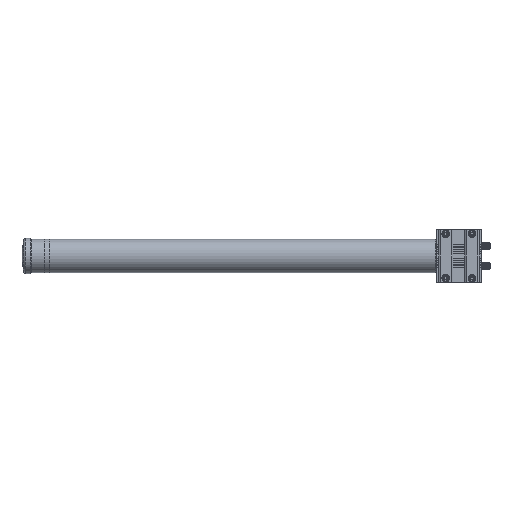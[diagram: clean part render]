
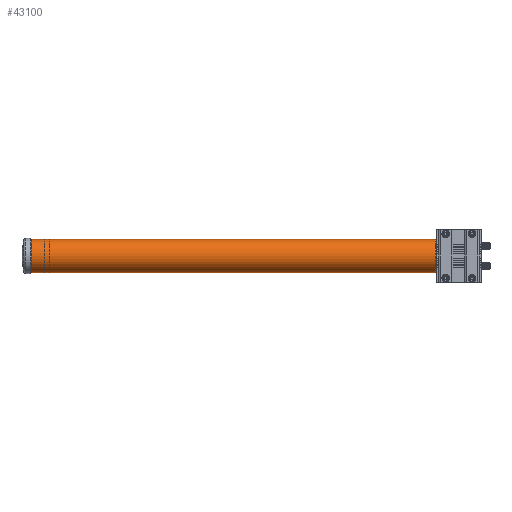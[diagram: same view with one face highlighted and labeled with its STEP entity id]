
A CAD part, front view. The second image highlights one B-rep face of the part: STEP entity #43100.
In plain terms, the highlighted cylindrical face has radius 37.465 mm (diameter 74.93 mm), a partial arc.
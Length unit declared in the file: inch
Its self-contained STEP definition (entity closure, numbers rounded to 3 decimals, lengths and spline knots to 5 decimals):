
#549 = ORIENTED_EDGE ( 'NONE', *, *, #39566, .F. ) ;
#1219 = DIRECTION ( 'NONE',  ( 1., 0., 0. ) ) ;
#1440 = EDGE_CURVE ( 'NONE', #42805, #9549, #27094, .T. ) ;
#1765 = AXIS2_PLACEMENT_3D ( 'NONE', #23627, #27536, #14057 ) ;
#1910 = CYLINDRICAL_SURFACE ( 'NONE', #39273, 1.475 ) ;
#3200 = LINE ( 'NONE', #42285, #26895 ) ;
#3709 = EDGE_CURVE ( 'NONE', #42805, #24816, #31052, .T. ) ;
#4504 = VERTEX_POINT ( 'NONE', #36936 ) ;
#5759 = CARTESIAN_POINT ( 'NONE',  ( -50.25, 0., 1.475 ) ) ;
#6107 = VECTOR ( 'NONE', #19775, 39.37008 ) ;
#9549 = VERTEX_POINT ( 'NONE', #20714 ) ;
#14057 = DIRECTION ( 'NONE',  ( 0., 0., -1. ) ) ;
#15318 = DIRECTION ( 'NONE',  ( 0., 0., -1. ) ) ;
#15324 = ORIENTED_EDGE ( 'NONE', *, *, #1440, .F. ) ;
#15413 = CIRCLE ( 'NONE', #20531, 1.475 ) ;
#19775 = DIRECTION ( 'NONE',  ( 1., 0., 0. ) ) ;
#20531 = AXIS2_PLACEMENT_3D ( 'NONE', #23033, #26509, #29435 ) ;
#20714 = CARTESIAN_POINT ( 'NONE',  ( -4.05894, 0., 1.475 ) ) ;
#22376 = CARTESIAN_POINT ( 'NONE',  ( -50.25, 0., 0. ) ) ;
#23033 = CARTESIAN_POINT ( 'NONE',  ( -4.05894, 0., 0. ) ) ;
#23627 = CARTESIAN_POINT ( 'NONE',  ( -39.80488, 0., 0. ) ) ;
#24319 = CARTESIAN_POINT ( 'NONE',  ( -39.80488, 0., -1.475 ) ) ;
#24816 = VERTEX_POINT ( 'NONE', #24319 ) ;
#25591 = FACE_OUTER_BOUND ( 'NONE', #33367, .T. ) ;
#26509 = DIRECTION ( 'NONE',  ( 1., 0., 0. ) ) ;
#26895 = VECTOR ( 'NONE', #38488, 39.37008 ) ;
#27094 = LINE ( 'NONE', #5759, #6107 ) ;
#27536 = DIRECTION ( 'NONE',  ( 1., 0., 0. ) ) ;
#29252 = EDGE_CURVE ( 'NONE', #24816, #4504, #3200, .T. ) ;
#29435 = DIRECTION ( 'NONE',  ( 0., 0., -1. ) ) ;
#31052 = CIRCLE ( 'NONE', #1765, 1.475 ) ;
#31362 = ORIENTED_EDGE ( 'NONE', *, *, #29252, .T. ) ;
#33367 = EDGE_LOOP ( 'NONE', ( #15324, #41794, #31362, #549 ) ) ;
#35022 = CARTESIAN_POINT ( 'NONE',  ( -39.80488, 0., 1.475 ) ) ;
#36936 = CARTESIAN_POINT ( 'NONE',  ( -4.05894, 0., -1.475 ) ) ;
#38488 = DIRECTION ( 'NONE',  ( 1., 0., 0. ) ) ;
#39273 = AXIS2_PLACEMENT_3D ( 'NONE', #22376, #1219, #15318 ) ;
#39566 = EDGE_CURVE ( 'NONE', #9549, #4504, #15413, .T. ) ;
#41794 = ORIENTED_EDGE ( 'NONE', *, *, #3709, .T. ) ;
#42285 = CARTESIAN_POINT ( 'NONE',  ( -50.25, 0., -1.475 ) ) ;
#42805 = VERTEX_POINT ( 'NONE', #35022 ) ;
#43100 = ADVANCED_FACE ( 'NONE', ( #25591 ), #1910, .T. ) ;
